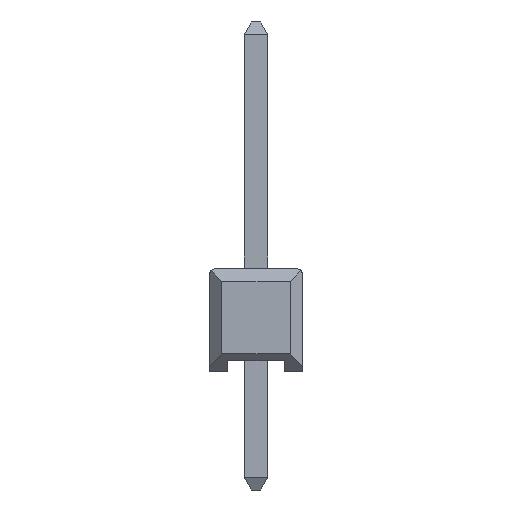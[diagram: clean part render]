
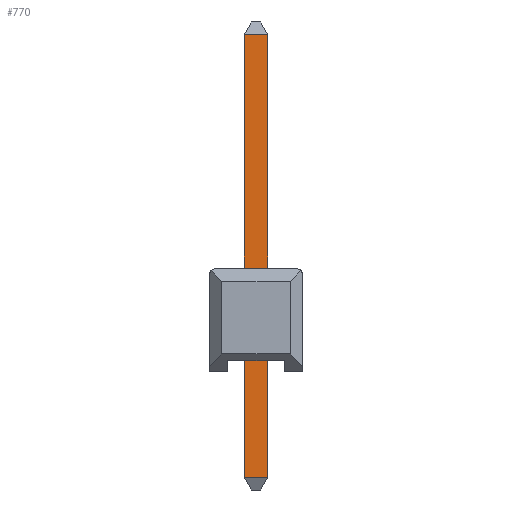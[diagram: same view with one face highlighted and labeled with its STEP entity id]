
A CAD part, left-side view. The second image highlights one B-rep face of the part: STEP entity #770.
In plain terms, the highlighted planar face has unit normal (-1, 0, 0).
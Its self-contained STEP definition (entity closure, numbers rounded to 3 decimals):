
#770=ADVANCED_FACE('',(#1168),#13641,.T.);
#1168=FACE_OUTER_BOUND('',#1588,.T.);
#1588=EDGE_LOOP('',(#3543,#3544,#3545,#3546));
#3543=ORIENTED_EDGE('',*,*,#9613,.T.);
#3544=ORIENTED_EDGE('',*,*,#9612,.F.);
#3545=ORIENTED_EDGE('',*,*,#9614,.T.);
#3546=ORIENTED_EDGE('',*,*,#9603,.F.);
#5519=PCURVE('',#13296,#7507);
#5530=PCURVE('',#13297,#7518);
#5531=PCURVE('',#13641,#7519);
#5532=PCURVE('',#13641,#7520);
#5533=PCURVE('',#13641,#7521);
#5534=PCURVE('',#13641,#7522);
#5552=PCURVE('',#13646,#7540);
#5565=PCURVE('',#13649,#7553);
#7507=DEFINITIONAL_REPRESENTATION('',(#12528),#23730);
#7518=DEFINITIONAL_REPRESENTATION('',(#12548),#23730);
#7519=DEFINITIONAL_REPRESENTATION('',(#12550),#23730);
#7520=DEFINITIONAL_REPRESENTATION('',(#12551),#23730);
#7521=DEFINITIONAL_REPRESENTATION('',(#12553),#23730);
#7522=DEFINITIONAL_REPRESENTATION('',(#12554),#23730);
#7540=DEFINITIONAL_REPRESENTATION('',(#12580),#23730);
#7553=DEFINITIONAL_REPRESENTATION('',(#12600),#23730);
#8569=SURFACE_CURVE('',#12527,(#5519,#5534),.PCURVE_S1.);
#8578=SURFACE_CURVE('',#12547,(#5530,#5532),.PCURVE_S1.);
#8579=SURFACE_CURVE('',#12549,(#5531,#5552),.PCURVE_S1.);
#8580=SURFACE_CURVE('',#12552,(#5533,#5565),.PCURVE_S1.);
#9603=EDGE_CURVE('',#13262,#13260,#8569,.T.);
#9612=EDGE_CURVE('',#13266,#13267,#8578,.T.);
#9613=EDGE_CURVE('',#13262,#13267,#8579,.T.);
#9614=EDGE_CURVE('',#13266,#13260,#8580,.T.);
#12527=B_SPLINE_CURVE_WITH_KNOTS('',1,(#23202,#23203),.UNSPECIFIED.,.F.,
 .F.,(2,2),(-20.383,-11.156),.UNSPECIFIED.);
#12528=B_SPLINE_CURVE_WITH_KNOTS('',1,(#23204,#23205),.UNSPECIFIED.,.F.,
 .F.,(2,2),(-20.383,-11.156),.UNSPECIFIED.);
#12547=B_SPLINE_CURVE_WITH_KNOTS('',1,(#23248,#23249),.UNSPECIFIED.,.F.,
 .F.,(2,2),(-10.526,-1.298),.UNSPECIFIED.);
#12548=B_SPLINE_CURVE_WITH_KNOTS('',1,(#23250,#23251),.UNSPECIFIED.,.F.,
 .F.,(2,2),(-10.526,-1.298),.UNSPECIFIED.);
#12549=B_SPLINE_CURVE_WITH_KNOTS('',1,(#23252,#23253),.UNSPECIFIED.,.F.,
 .F.,(2,2),(0.,0.63),.UNSPECIFIED.);
#12550=B_SPLINE_CURVE_WITH_KNOTS('',1,(#23254,#23255),.UNSPECIFIED.,.F.,
 .F.,(2,2),(0.,0.63),.UNSPECIFIED.);
#12551=B_SPLINE_CURVE_WITH_KNOTS('',1,(#23256,#23257),.UNSPECIFIED.,.F.,
 .F.,(2,2),(-10.526,-1.298),.UNSPECIFIED.);
#12552=B_SPLINE_CURVE_WITH_KNOTS('',1,(#23258,#23259),.UNSPECIFIED.,.F.,
 .F.,(2,2),(10.526,11.156),.UNSPECIFIED.);
#12553=B_SPLINE_CURVE_WITH_KNOTS('',1,(#23260,#23261),.UNSPECIFIED.,.F.,
 .F.,(2,2),(10.526,11.156),.UNSPECIFIED.);
#12554=B_SPLINE_CURVE_WITH_KNOTS('',1,(#23262,#23263),.UNSPECIFIED.,.F.,
 .F.,(2,2),(-20.383,-11.156),.UNSPECIFIED.);
#12580=B_SPLINE_CURVE_WITH_KNOTS('',1,(#23314,#23315),.UNSPECIFIED.,.F.,
 .F.,(2,2),(0.,0.63),.UNSPECIFIED.);
#12600=B_SPLINE_CURVE_WITH_KNOTS('',1,(#23354,#23355),.UNSPECIFIED.,.F.,
 .F.,(2,2),(10.526,11.156),.UNSPECIFIED.);
#13260=VERTEX_POINT('',#23186);
#13262=VERTEX_POINT('',#23188);
#13266=VERTEX_POINT('',#23192);
#13267=VERTEX_POINT('',#23193);
#13296=B_SPLINE_SURFACE_WITH_KNOTS('',1,1,((#23166,#23167),(#23168,#23169)),
 .UNSPECIFIED.,.F.,.F.,.F.,(2,2),(2,2),(-9.358,0.093),
(-0.64,0.01),.UNSPECIFIED.);
#13297=B_SPLINE_SURFACE_WITH_KNOTS('',1,1,((#23171,#23172),(#23173,#23174)),
 .UNSPECIFIED.,.F.,.F.,.F.,(2,2),(2,2),(-0.64,0.01),(-9.358,
0.093),.UNSPECIFIED.);
#13641=PLANE('',#14015);
#13646=PLANE('',#14020);
#13649=PLANE('',#14023);
#14015=AXIS2_PLACEMENT_3D('',#23175,#14374,$);
#14020=AXIS2_PLACEMENT_3D('',#23180,#14379,$);
#14023=AXIS2_PLACEMENT_3D('',#23183,#14382,$);
#14374=DIRECTION('',(-1.,0.,0.));
#14379=DIRECTION('',(-0.873,0.,0.488));
#14382=DIRECTION('',(-0.873,0.,-0.487));
#23166=CARTESIAN_POINT('',(-0.325,-0.315,9.326));
#23167=CARTESIAN_POINT('',(0.325,-0.315,9.326));
#23168=CARTESIAN_POINT('',(-0.325,-0.315,-2.981));
#23169=CARTESIAN_POINT('',(0.325,-0.315,-2.981));
#23171=CARTESIAN_POINT('',(-0.325,0.315,9.326));
#23172=CARTESIAN_POINT('',(-0.325,0.315,-2.981));
#23173=CARTESIAN_POINT('',(0.325,0.315,9.326));
#23174=CARTESIAN_POINT('',(0.325,0.315,-2.981));
#23175=CARTESIAN_POINT('',(-0.315,-0.325,9.326));
#23180=CARTESIAN_POINT('',(-0.12,-0.325,9.504));
#23183=CARTESIAN_POINT('',(-0.12,-0.325,-3.209));
#23186=CARTESIAN_POINT('',(-0.315,-0.315,-2.86));
#23188=CARTESIAN_POINT('',(-0.315,-0.315,9.156));
#23192=CARTESIAN_POINT('',(-0.315,0.315,-2.86));
#23193=CARTESIAN_POINT('',(-0.315,0.315,9.156));
#23202=CARTESIAN_POINT('',(-0.315,-0.315,9.156));
#23203=CARTESIAN_POINT('',(-0.315,-0.315,-2.86));
#23204=CARTESIAN_POINT('',(-9.227,-0.63));
#23205=CARTESIAN_POINT('',(0.,-0.63));
#23248=CARTESIAN_POINT('',(-0.315,0.315,-2.86));
#23249=CARTESIAN_POINT('',(-0.315,0.315,9.156));
#23250=CARTESIAN_POINT('',(-0.63,0.));
#23251=CARTESIAN_POINT('',(-0.63,-9.227));
#23252=CARTESIAN_POINT('',(-0.315,-0.315,9.156));
#23253=CARTESIAN_POINT('',(-0.315,0.315,9.156));
#23254=CARTESIAN_POINT('',(0.,0.038));
#23255=CARTESIAN_POINT('',(0.63,0.038));
#23256=CARTESIAN_POINT('',(0.63,9.266));
#23257=CARTESIAN_POINT('',(0.63,0.038));
#23258=CARTESIAN_POINT('',(-0.315,0.315,-2.86));
#23259=CARTESIAN_POINT('',(-0.315,-0.315,-2.86));
#23260=CARTESIAN_POINT('',(0.63,9.266));
#23261=CARTESIAN_POINT('',(0.,9.266));
#23262=CARTESIAN_POINT('',(0.,0.038));
#23263=CARTESIAN_POINT('',(0.,9.266));
#23314=CARTESIAN_POINT('',(-0.44,0.39));
#23315=CARTESIAN_POINT('',(0.19,0.39));
#23354=CARTESIAN_POINT('',(0.389,0.19));
#23355=CARTESIAN_POINT('',(0.389,-0.44));
#23730=(
GEOMETRIC_REPRESENTATION_CONTEXT(2)
PARAMETRIC_REPRESENTATION_CONTEXT()
REPRESENTATION_CONTEXT('pspace','')
);
